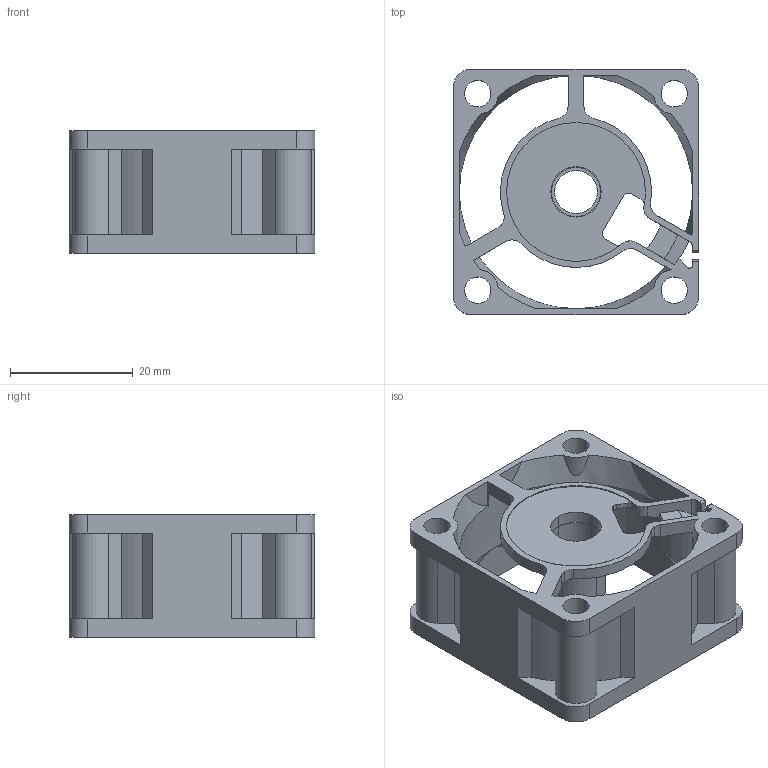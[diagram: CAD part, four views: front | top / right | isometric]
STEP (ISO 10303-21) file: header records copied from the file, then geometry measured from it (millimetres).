
FILE_DESCRIPTION (( 'STEP AP203' ), '1' );
FILE_NAME ('OD4020 m0.stp', '2021-08-13T15:57:35', ( '' ), ( '' ), 'SwSTEP 2.0', 'SolidWorks 2018', '' );
FILE_SCHEMA (( 'CONFIG_CONTROL_DESIGN' ));
Length unit declared in the file: millimetre
Products named in the file (1): OD4020 m0
Bounding box: 40 x 40 x 20 mm (x, y, z)
Volume: 6000.9 mm3; surface area: 9748.4 mm2
Topology: 1 solids, 1 shells, 195 faces, 551 edges, 358 vertices
Faces by surface type: cylinder 85, plane 77, cone 23, torus 10
Entity records: 7481 total; most frequent: CARTESIAN_POINT 2288, ORIENTED_EDGE 1102, DIRECTION 1071, EDGE_CURVE 551, AXIS2_PLACEMENT_3D 408, VERTEX_POINT 358, VECTOR 255, LINE 255
